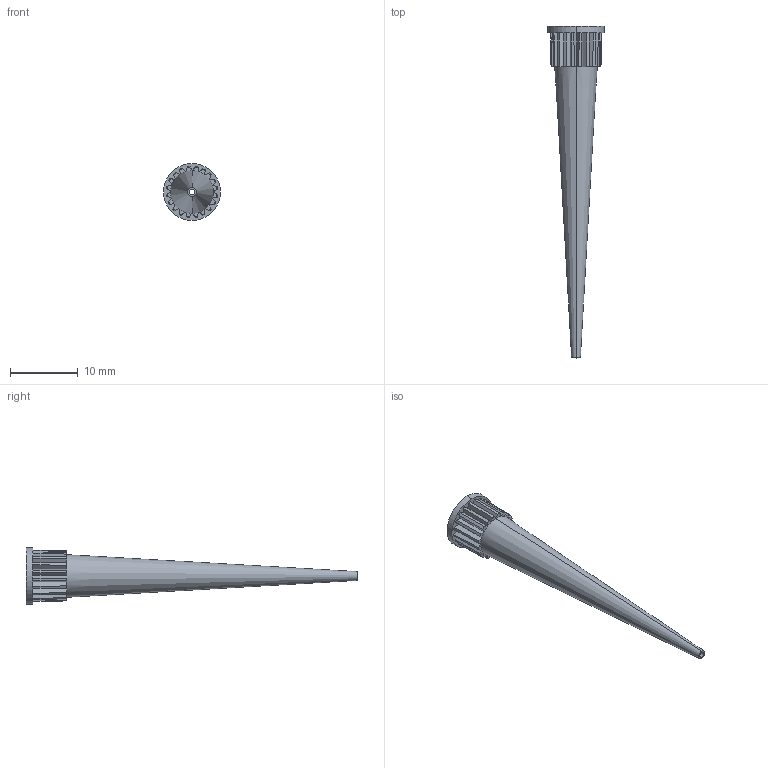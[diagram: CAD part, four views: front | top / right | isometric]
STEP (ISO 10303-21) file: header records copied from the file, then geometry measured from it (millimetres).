
FILE_DESCRIPTION (( 'STEP AP214' ), '1' );
FILE_NAME ('PipetteTip200ul-1.STEP', '2016-04-04T10:57:35', ( '' ), ( '' ), 'SwSTEP 2.0', 'SolidWorks 2013', '' );
FILE_SCHEMA (( 'AUTOMOTIVE_DESIGN' ));
Length unit declared in the file: millimetre
Products named in the file (1): PipetteTip200ul-1
Bounding box: 8.4 x 49 x 8.4 mm (x, y, z)
Volume: 268.6 mm3; surface area: 1317.3 mm2
Topology: 1 solids, 1 shells, 109 faces, 278 edges, 172 vertices
Faces by surface type: plane 83, cone 24, cylinder 2
Entity records: 3342 total; most frequent: CARTESIAN_POINT 680, ORIENTED_EDGE 556, DIRECTION 550, EDGE_CURVE 278, AXIS2_PLACEMENT_3D 202, VERTEX_POINT 172, LINE 146, VECTOR 146
